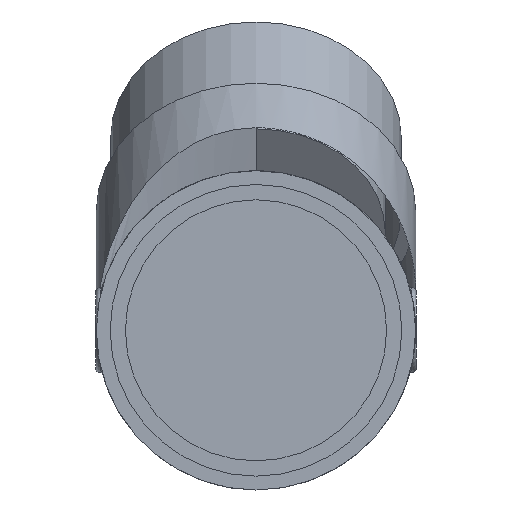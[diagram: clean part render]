
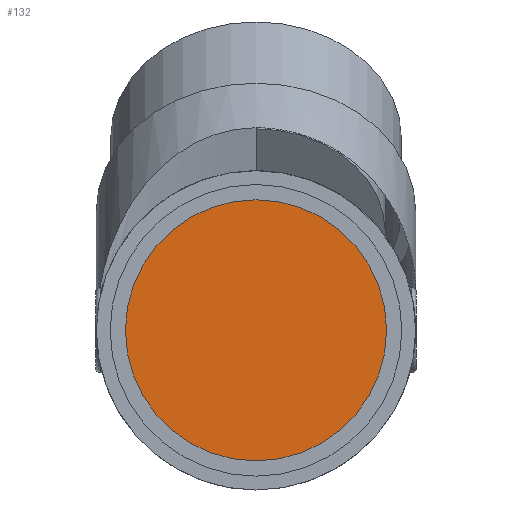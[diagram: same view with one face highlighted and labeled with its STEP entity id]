
A CAD part, left-side view. The second image highlights one B-rep face of the part: STEP entity #132.
In plain terms, the highlighted planar face has unit normal (-1, 0, 0).
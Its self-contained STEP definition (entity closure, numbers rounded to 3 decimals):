
#132=ADVANCED_FACE('',(#208),#174,.T.);
#174=PLANE('',#909);
#208=FACE_OUTER_BOUND('',#255,.T.);
#255=EDGE_LOOP('',(#452));
#306=CIRCLE('',#907,18.398);
#452=ORIENTED_EDGE('',*,*,#675,.F.);
#579=VERTEX_POINT('',#1342);
#675=EDGE_CURVE('',#579,#579,#306,.T.);
#907=AXIS2_PLACEMENT_3D('',#1341,#1082,#1083);
#909=AXIS2_PLACEMENT_3D('',#1344,#1086,#1087);
#1082=DIRECTION('',(1.,0.,0.));
#1083=DIRECTION('',(0.,1.,0.));
#1086=DIRECTION('',(-1.,0.,0.));
#1087=DIRECTION('',(0.,0.,1.));
#1341=CARTESIAN_POINT('',(22.,0.,0.));
#1342=CARTESIAN_POINT('',(22.,18.398,0.));
#1344=CARTESIAN_POINT('',(22.,0.,0.));
